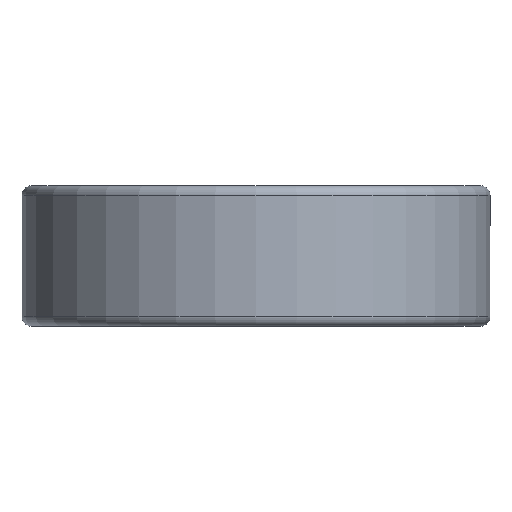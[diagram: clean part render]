
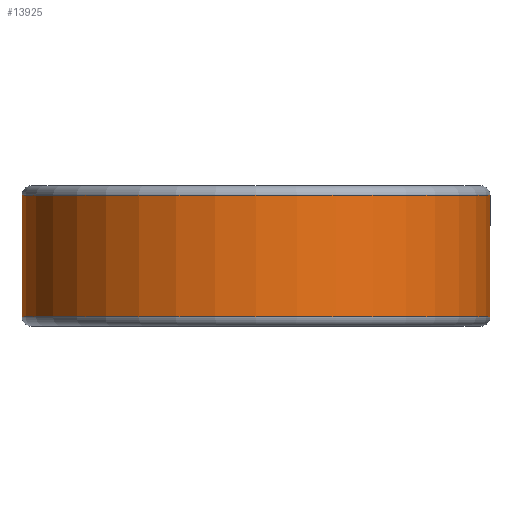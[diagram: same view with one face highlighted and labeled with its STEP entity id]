
A CAD part, left-side view. The second image highlights one B-rep face of the part: STEP entity #13925.
In plain terms, the highlighted cylindrical face has radius 15 mm (diameter 30 mm), a partial arc.
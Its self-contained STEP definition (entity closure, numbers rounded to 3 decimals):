
#1037 = VECTOR ( 'NONE', #12496, 1000. ) ;
#1386 = EDGE_LOOP ( 'NONE', ( #3825, #9111, #14233, #1779 ) ) ;
#1562 = AXIS2_PLACEMENT_3D ( 'NONE', #6557, #7535, #9755 ) ;
#1779 = ORIENTED_EDGE ( 'NONE', *, *, #8046, .F. ) ;
#2286 = VERTEX_POINT ( 'NONE', #10268 ) ;
#2524 = VERTEX_POINT ( 'NONE', #6030 ) ;
#2716 = VECTOR ( 'NONE', #12381, 1000. ) ;
#2888 = CYLINDRICAL_SURFACE ( 'NONE', #1562, 15. ) ;
#2975 = CIRCLE ( 'NONE', #7833, 15. ) ;
#3130 = VERTEX_POINT ( 'NONE', #8477 ) ;
#3825 = ORIENTED_EDGE ( 'NONE', *, *, #12587, .F. ) ;
#3946 = DIRECTION ( 'NONE',  ( 0., 0., -1. ) ) ;
#3984 = LINE ( 'NONE', #5756, #1037 ) ;
#4655 = AXIS2_PLACEMENT_3D ( 'NONE', #5176, #11879, #10650 ) ;
#4955 = LINE ( 'NONE', #7915, #2716 ) ;
#5176 = CARTESIAN_POINT ( 'NONE',  ( 0., 0., 0.6 ) ) ;
#5479 = FACE_OUTER_BOUND ( 'NONE', #1386, .T. ) ;
#5756 = CARTESIAN_POINT ( 'NONE',  ( 0., 15., 0. ) ) ;
#6030 = CARTESIAN_POINT ( 'NONE',  ( 0., -15., 8.4 ) ) ;
#6557 = CARTESIAN_POINT ( 'NONE',  ( 0., 0., 0. ) ) ;
#7428 = DIRECTION ( 'NONE',  ( 0., 1., 0. ) ) ;
#7535 = DIRECTION ( 'NONE',  ( 0., 0., -1. ) ) ;
#7833 = AXIS2_PLACEMENT_3D ( 'NONE', #12766, #3946, #7428 ) ;
#7915 = CARTESIAN_POINT ( 'NONE',  ( 0., -15., 0. ) ) ;
#8046 = EDGE_CURVE ( 'NONE', #12596, #2286, #8210, .T. ) ;
#8210 = CIRCLE ( 'NONE', #4655, 15. ) ;
#8477 = CARTESIAN_POINT ( 'NONE',  ( 0., 15., 8.4 ) ) ;
#9008 = EDGE_CURVE ( 'NONE', #2524, #3130, #2975, .T. ) ;
#9111 = ORIENTED_EDGE ( 'NONE', *, *, #9008, .T. ) ;
#9755 = DIRECTION ( 'NONE',  ( 0., 1., 0. ) ) ;
#10268 = CARTESIAN_POINT ( 'NONE',  ( 0., 15., 0.6 ) ) ;
#10272 = CARTESIAN_POINT ( 'NONE',  ( 0., -15., 0.6 ) ) ;
#10442 = EDGE_CURVE ( 'NONE', #3130, #2286, #3984, .T. ) ;
#10650 = DIRECTION ( 'NONE',  ( 0., 1., 0. ) ) ;
#11879 = DIRECTION ( 'NONE',  ( 0., 0., -1. ) ) ;
#12381 = DIRECTION ( 'NONE',  ( 0., 0., -1. ) ) ;
#12496 = DIRECTION ( 'NONE',  ( 0., 0., -1. ) ) ;
#12587 = EDGE_CURVE ( 'NONE', #2524, #12596, #4955, .T. ) ;
#12596 = VERTEX_POINT ( 'NONE', #10272 ) ;
#12766 = CARTESIAN_POINT ( 'NONE',  ( 0., 0., 8.4 ) ) ;
#13925 = ADVANCED_FACE ( 'NONE', ( #5479 ), #2888, .T. ) ;
#14233 = ORIENTED_EDGE ( 'NONE', *, *, #10442, .T. ) ;
